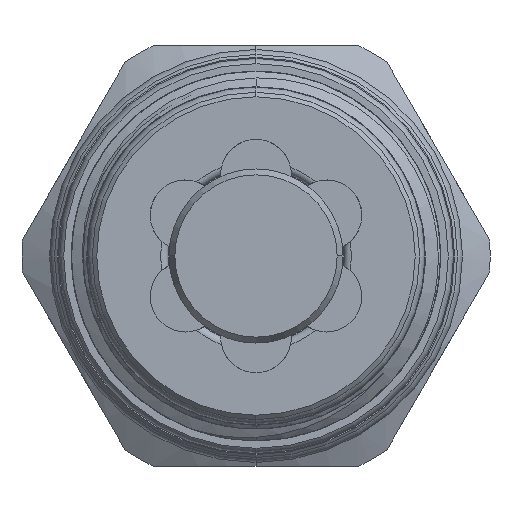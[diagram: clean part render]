
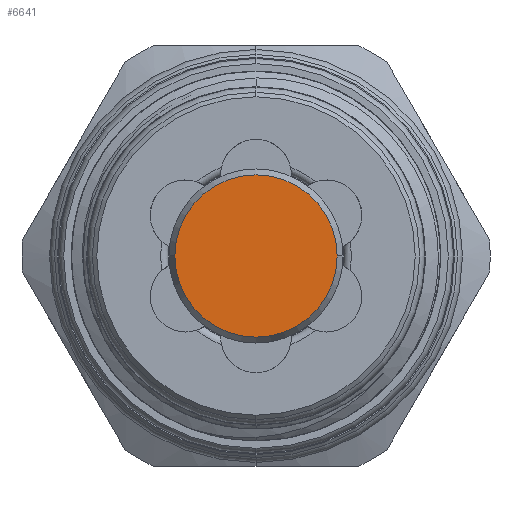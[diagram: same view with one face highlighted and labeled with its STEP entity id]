
A CAD part, left-side view. The second image highlights one B-rep face of the part: STEP entity #6641.
In plain terms, the highlighted planar face has unit normal (-1, 0, 0).
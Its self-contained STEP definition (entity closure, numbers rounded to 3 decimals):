
#633 = CARTESIAN_POINT ( 'NONE',  ( -85.261, -0.056, 0. ) ) ;
#1019 = EDGE_CURVE ( 'NONE', #4770, #6689, #10034, .T. ) ;
#1529 = ORIENTED_EDGE ( 'NONE', *, *, #1019, .T. ) ;
#3254 = CIRCLE ( 'NONE', #11559, 5.511 ) ;
#3640 = PLANE ( 'NONE',  #11659 ) ;
#3686 = DIRECTION ( 'NONE',  ( 0., 0., 1. ) ) ;
#4004 = ORIENTED_EDGE ( 'NONE', *, *, #6259, .T. ) ;
#4333 = EDGE_LOOP ( 'NONE', ( #1529, #4004 ) ) ;
#4770 = VERTEX_POINT ( 'NONE', #12916 ) ;
#5768 = FACE_OUTER_BOUND ( 'NONE', #4333, .T. ) ;
#6173 = DIRECTION ( 'NONE',  ( 0., 1., 0. ) ) ;
#6259 = EDGE_CURVE ( 'NONE', #6689, #4770, #3254, .T. ) ;
#6641 = ADVANCED_FACE ( 'NONE', ( #5768 ), #3640, .T. ) ;
#6689 = VERTEX_POINT ( 'NONE', #12790 ) ;
#7842 = AXIS2_PLACEMENT_3D ( 'NONE', #12532, #8517, #10452 ) ;
#8517 = DIRECTION ( 'NONE',  ( -1., 0., 0. ) ) ;
#9203 = CARTESIAN_POINT ( 'NONE',  ( -85.261, -0.056, 0. ) ) ;
#10034 = CIRCLE ( 'NONE', #7842, 5.511 ) ;
#10452 = DIRECTION ( 'NONE',  ( 0., 1., 0. ) ) ;
#11559 = AXIS2_PLACEMENT_3D ( 'NONE', #9203, #12249, #6173 ) ;
#11659 = AXIS2_PLACEMENT_3D ( 'NONE', #633, #11829, #3686 ) ;
#11829 = DIRECTION ( 'NONE',  ( -1., 0., 0. ) ) ;
#12249 = DIRECTION ( 'NONE',  ( -1., 0., 0. ) ) ;
#12532 = CARTESIAN_POINT ( 'NONE',  ( -85.261, -0.056, 0. ) ) ;
#12790 = CARTESIAN_POINT ( 'NONE',  ( -85.261, 5.455, 0. ) ) ;
#12916 = CARTESIAN_POINT ( 'NONE',  ( -85.261, -5.566, 0. ) ) ;
